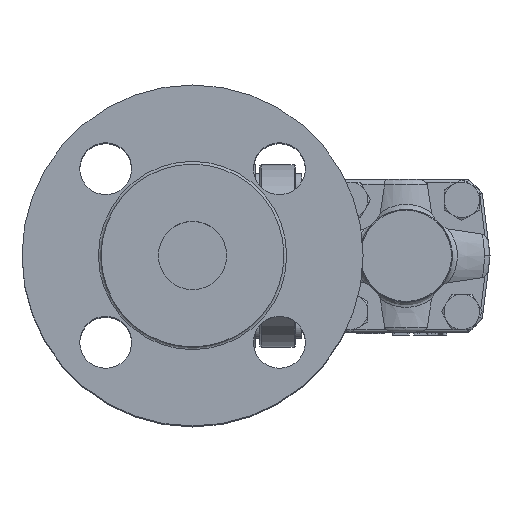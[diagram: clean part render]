
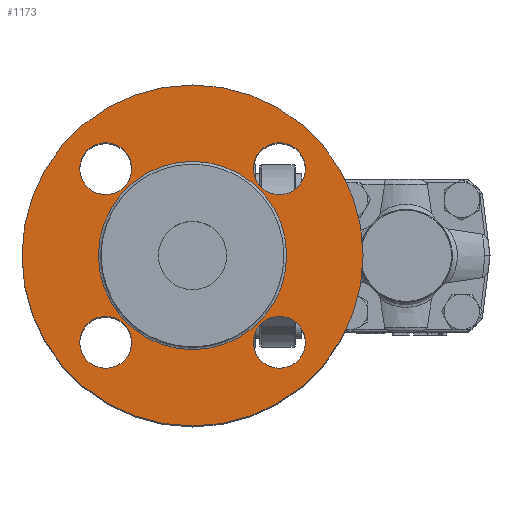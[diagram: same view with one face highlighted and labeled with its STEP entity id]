
A CAD part, top view. The second image highlights one B-rep face of the part: STEP entity #1173.
In plain terms, the highlighted planar face has unit normal (0, 0, 1).
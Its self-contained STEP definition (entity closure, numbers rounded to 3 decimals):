
#1027=CARTESIAN_POINT('',(-15.7,0.0,90.5));
#1028=VERTEX_POINT('',#1027);
#1029=CARTESIAN_POINT('',(-78.2,0.0,90.5));
#1030=DIRECTION('',(0.0,0.0,1.0));
#1031=DIRECTION('',(1.0,0.0,0.0));
#1032=AXIS2_PLACEMENT_3D('',#1029,#1030,#1031);
#1033=CIRCLE('',#1032,62.5);
#1034=EDGE_CURVE('',#1028,#1028,#1033,.T.);
#1095=CARTESIAN_POINT('',(-43.7,0.,90.5));
#1096=VERTEX_POINT('',#1095);
#1097=CARTESIAN_POINT('',(-78.2,0.0,90.5));
#1098=DIRECTION('',(0.,0.0,1.0));
#1099=DIRECTION('',(-1.0,0.,0.));
#1100=AXIS2_PLACEMENT_3D('',#1097,#1098,#1099);
#1101=CIRCLE('',#1100,34.5);
#1102=EDGE_CURVE('',#1096,#1096,#1101,.T.);
#1118=CARTESIAN_POINT('',(-30.2,0.0,90.5));
#1119=DIRECTION('',(0.,0.0,1.0));
#1120=DIRECTION('',(1.0,0.0,0.));
#1121=AXIS2_PLACEMENT_3D('',#1118,#1119,#1120);
#1122=PLANE('',#1121);
#1123=ORIENTED_EDGE('',*,*,#1034,.T.);
#1124=EDGE_LOOP('',(#1123));
#1125=FACE_OUTER_BOUND('',#1124,.T.);
#1126=CARTESIAN_POINT('',(-36.88,31.82,90.5));
#1127=VERTEX_POINT('',#1126);
#1128=CARTESIAN_POINT('',(-46.38,31.82,90.5));
#1129=DIRECTION('',(0.,0.0,-1.0));
#1130=DIRECTION('',(1.0,0.0,0.));
#1131=AXIS2_PLACEMENT_3D('',#1128,#1129,#1130);
#1132=CIRCLE('',#1131,9.5);
#1133=EDGE_CURVE('',#1127,#1127,#1132,.T.);
#1134=ORIENTED_EDGE('',*,*,#1133,.T.);
#1135=EDGE_LOOP('',(#1134));
#1136=FACE_BOUND('',#1135,.T.);
#1137=CARTESIAN_POINT('',(-110.02,41.32,90.5));
#1138=VERTEX_POINT('',#1137);
#1139=CARTESIAN_POINT('',(-110.02,31.82,90.5));
#1140=DIRECTION('',(0.,0.,-1.0));
#1141=DIRECTION('',(0.,1.0,0.));
#1142=AXIS2_PLACEMENT_3D('',#1139,#1140,#1141);
#1143=CIRCLE('',#1142,9.5);
#1144=EDGE_CURVE('',#1138,#1138,#1143,.T.);
#1145=ORIENTED_EDGE('',*,*,#1144,.T.);
#1146=EDGE_LOOP('',(#1145));
#1147=FACE_BOUND('',#1146,.T.);
#1148=CARTESIAN_POINT('',(-119.52,-31.82,90.5));
#1149=VERTEX_POINT('',#1148);
#1150=CARTESIAN_POINT('',(-110.02,-31.82,90.5));
#1151=DIRECTION('',(0.,0.,-1.0));
#1152=DIRECTION('',(-1.0,0.,0.));
#1153=AXIS2_PLACEMENT_3D('',#1150,#1151,#1152);
#1154=CIRCLE('',#1153,9.5);
#1155=EDGE_CURVE('',#1149,#1149,#1154,.T.);
#1156=ORIENTED_EDGE('',*,*,#1155,.T.);
#1157=EDGE_LOOP('',(#1156));
#1158=FACE_BOUND('',#1157,.T.);
#1159=CARTESIAN_POINT('',(-46.38,-41.32,90.5));
#1160=VERTEX_POINT('',#1159);
#1161=CARTESIAN_POINT('',(-46.38,-31.82,90.5));
#1162=DIRECTION('',(0.,0.,-1.0));
#1163=DIRECTION('',(0.,-1.0,0.));
#1164=AXIS2_PLACEMENT_3D('',#1161,#1162,#1163);
#1165=CIRCLE('',#1164,9.5);
#1166=EDGE_CURVE('',#1160,#1160,#1165,.T.);
#1167=ORIENTED_EDGE('',*,*,#1166,.T.);
#1168=EDGE_LOOP('',(#1167));
#1169=FACE_BOUND('',#1168,.T.);
#1170=ORIENTED_EDGE('',*,*,#1102,.F.);
#1171=EDGE_LOOP('',(#1170));
#1172=FACE_BOUND('',#1171,.T.);
#1173=ADVANCED_FACE('',(#1125,#1136,#1147,#1158,#1169,#1172),#1122,.T.);
